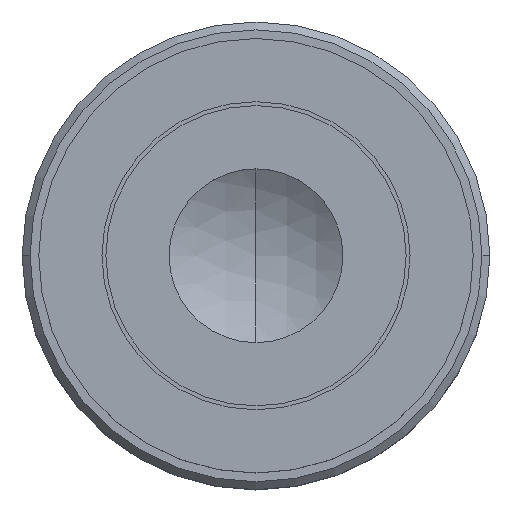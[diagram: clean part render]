
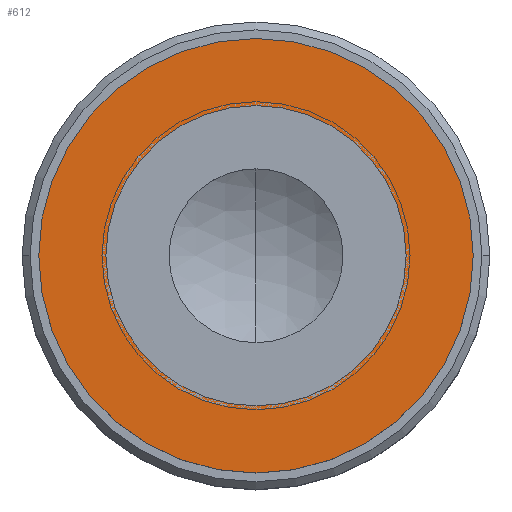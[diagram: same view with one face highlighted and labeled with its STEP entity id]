
A CAD part, top view. The second image highlights one B-rep face of the part: STEP entity #612.
In plain terms, the highlighted planar face has unit normal (0, 0, 1).
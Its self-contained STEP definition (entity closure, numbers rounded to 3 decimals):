
#1 = FACE_BOUND ( 'NONE', #864, .T. ) ;
#26 = CARTESIAN_POINT ( 'NONE',  ( 0., 0., 5. ) ) ;
#29 = EDGE_CURVE ( 'NONE', #637, #611, #1007, .T. ) ;
#51 = AXIS2_PLACEMENT_3D ( 'NONE', #26, #608, #117 ) ;
#94 = AXIS2_PLACEMENT_3D ( 'NONE', #357, #106, #263 ) ;
#105 = AXIS2_PLACEMENT_3D ( 'NONE', #289, #528, #195 ) ;
#106 = DIRECTION ( 'NONE',  ( 0., 0., 1. ) ) ;
#117 = DIRECTION ( 'NONE',  ( 1., 0., 0. ) ) ;
#138 = VERTEX_POINT ( 'NONE', #677 ) ;
#187 = PLANE ( 'NONE',  #105 ) ;
#195 = DIRECTION ( 'NONE',  ( -1., 0., 0. ) ) ;
#249 = EDGE_CURVE ( 'NONE', #611, #637, #582, .T. ) ;
#263 = DIRECTION ( 'NONE',  ( 1., 0., 0. ) ) ;
#275 = EDGE_CURVE ( 'NONE', #138, #331, #852, .T. ) ;
#289 = CARTESIAN_POINT ( 'NONE',  ( 0., 27.5, 5. ) ) ;
#303 = CARTESIAN_POINT ( 'NONE',  ( 0., 0., 5. ) ) ;
#327 = DIRECTION ( 'NONE',  ( 1., 0., 0. ) ) ;
#331 = VERTEX_POINT ( 'NONE', #1048 ) ;
#357 = CARTESIAN_POINT ( 'NONE',  ( 0., 0., 5. ) ) ;
#374 = CARTESIAN_POINT ( 'NONE',  ( -19., 0., 5. ) ) ;
#432 = ORIENTED_EDGE ( 'NONE', *, *, #275, .T. ) ;
#452 = AXIS2_PLACEMENT_3D ( 'NONE', #816, #556, #327 ) ;
#528 = DIRECTION ( 'NONE',  ( 0., 0., -1. ) ) ;
#556 = DIRECTION ( 'NONE',  ( 0., 0., 1. ) ) ;
#582 = CIRCLE ( 'NONE', #51, 19. ) ;
#608 = DIRECTION ( 'NONE',  ( 0., 0., 1. ) ) ;
#611 = VERTEX_POINT ( 'NONE', #774 ) ;
#612 = ADVANCED_FACE ( 'NONE', ( #1, #868 ), #187, .F. ) ;
#637 = VERTEX_POINT ( 'NONE', #374 ) ;
#645 = AXIS2_PLACEMENT_3D ( 'NONE', #303, #1060, #889 ) ;
#677 = CARTESIAN_POINT ( 'NONE',  ( 27.5, 0., 5. ) ) ;
#774 = CARTESIAN_POINT ( 'NONE',  ( 19., 0., 5. ) ) ;
#790 = ORIENTED_EDGE ( 'NONE', *, *, #29, .F. ) ;
#816 = CARTESIAN_POINT ( 'NONE',  ( 0., 0., 5. ) ) ;
#829 = CIRCLE ( 'NONE', #452, 27.5 ) ;
#852 = CIRCLE ( 'NONE', #645, 27.5 ) ;
#864 = EDGE_LOOP ( 'NONE', ( #905, #790 ) ) ;
#868 = FACE_OUTER_BOUND ( 'NONE', #879, .T. ) ;
#879 = EDGE_LOOP ( 'NONE', ( #432, #926 ) ) ;
#889 = DIRECTION ( 'NONE',  ( 1., 0., 0. ) ) ;
#905 = ORIENTED_EDGE ( 'NONE', *, *, #249, .F. ) ;
#926 = ORIENTED_EDGE ( 'NONE', *, *, #995, .T. ) ;
#995 = EDGE_CURVE ( 'NONE', #331, #138, #829, .T. ) ;
#1007 = CIRCLE ( 'NONE', #94, 19. ) ;
#1048 = CARTESIAN_POINT ( 'NONE',  ( -27.5, 0., 5. ) ) ;
#1060 = DIRECTION ( 'NONE',  ( 0., 0., 1. ) ) ;
